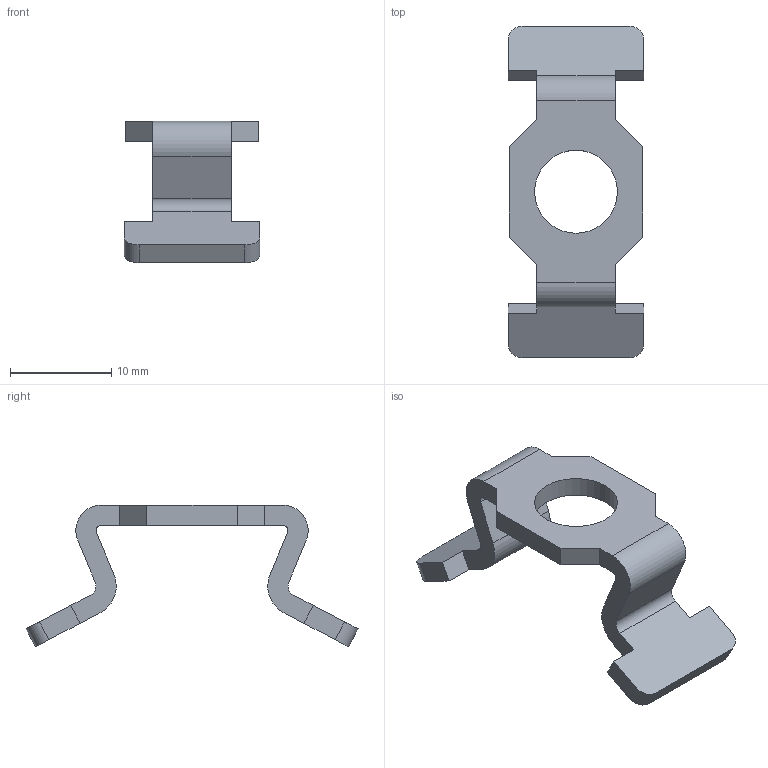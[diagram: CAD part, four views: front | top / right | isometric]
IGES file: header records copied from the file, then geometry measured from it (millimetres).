
Global section: file name: 210814.stp.ipt; native system: Autodesk Inventor 2014; preprocessor: unknown; author: zeman; date: 20151016.101516; units: millimetre
Bounding box: 13.4 x 32.86 x 14 mm (x, y, z)
Volume: 959.8 mm3; surface area: 1304.2 mm2
Topology: 1 solids, 1 shells, 43 faces, 123 edges, 82 vertices
Faces by surface type: plane 30, cylinder 8, revolution 5
